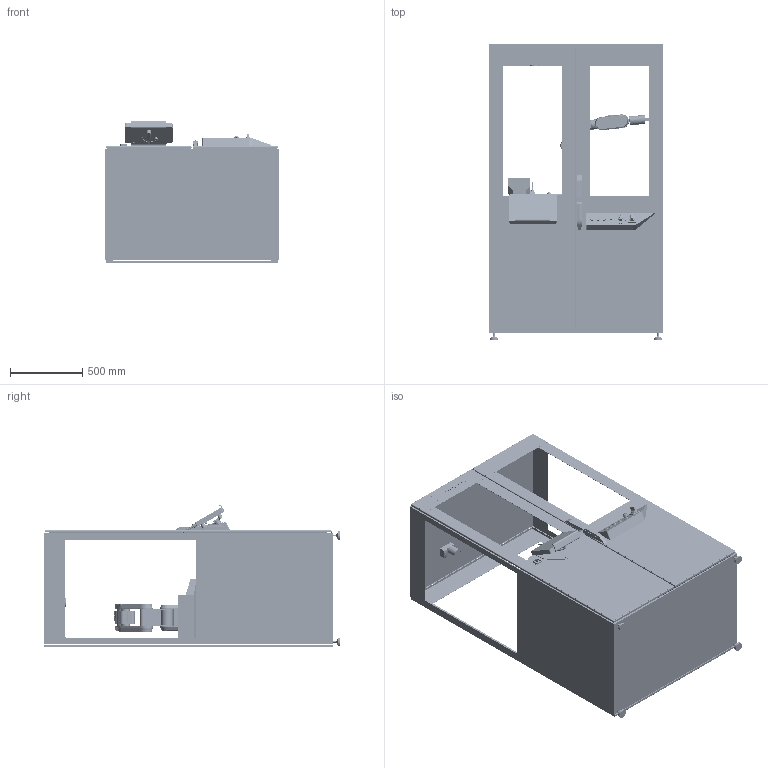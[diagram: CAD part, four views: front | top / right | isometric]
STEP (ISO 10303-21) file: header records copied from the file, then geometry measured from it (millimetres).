
FILE_DESCRIPTION (( 'STEP AP214' ), '1' );
FILE_NAME ('P006273_Simple.STEP', '2024-01-31T12:55:26', ( '' ), ( '' ), 'SwSTEP 2.0', 'SolidWorks 2019', '' );
FILE_SCHEMA (( 'AUTOMOTIVE_DESIGN' ));
Length unit declared in the file: millimetre
Products named in the file (30): P005646_Simple; Grundkörper_HorstCube_Simple; Türgriff_HorstCube_Simple; Tragarm2_2021_01; Dekobleche_ohne_Bedienung_Simple; fru_HORST600_2021_01; Schwenkarm_2021_01; P008673; P005818_Simple; Bedienkonsole_Simple; Arbeitsebene_Simple; Not_Halt_Taster_Simple; Button_gelb_2; Tragarm3_2021_01; VarioShaker270_simple; Sockel1_2024_01; Tragarm1_2021_01; horstCUBE_Variante_1; P008674; P006273_Simple; P005637_Simple; Flansch_2021_01; Grafikblende_Bedienkonsole_Simple; P007155; Logo_Blech_Simple; P008675; P000422_StandardSM-FLAT-PATTERN; Button_weiß; Sockel2_2021_01; Button_gr黱
Assembly tree (29 placements, depth 3):
  P006273_Simple
    horstCUBE_Variante_1
      Grundkörper_HorstCube_Simple
      Logo_Blech_Simple
      Arbeitsebene_Simple
      Button_gr黱
      Dekobleche_ohne_Bedienung_Simple
      Bedienkonsole_Simple
      Grafikblende_Bedienkonsole_Simple
      Button_gelb_2
      Not_Halt_Taster_Simple
      Button_weiß
      Türgriff_HorstCube_Simple
      P007155
    P005646_Simple
    VarioShaker270_simple
    fru_HORST600_2021_01
      Sockel1_2024_01
      Sockel2_2021_01
      Schwenkarm_2021_01
      Tragarm1_2021_01
      Tragarm2_2021_01
      Tragarm3_2021_01
      Flansch_2021_01
    P005637_Simple
    P008675
      P008673
      P008674
    P000422_StandardSM-FLAT-PATTERN
    P005818_Simple
Bounding box: 1202 x 2052 x 983.85 mm (x, y, z)
Volume: 43238687.2 mm3; surface area: 22385022.6 mm2
Topology: 108 solids, 109 shells, 6246 faces, 16506 edges, 10590 vertices
Faces by surface type: plane 2772, cylinder 2443, bspline 819, cone 192, torus 19, sphere 1
Full cylindrical faces by diameter (mm): 5.5 x1
Entity records: 261211 total; most frequent: CARTESIAN_POINT 67622, ORIENTED_EDGE 32916, DIRECTION 30435, EDGE_CURVE 16458, VERTEX_POINT 10592, AXIS2_PLACEMENT_3D 10412, VECTOR 9611, LINE 9611
